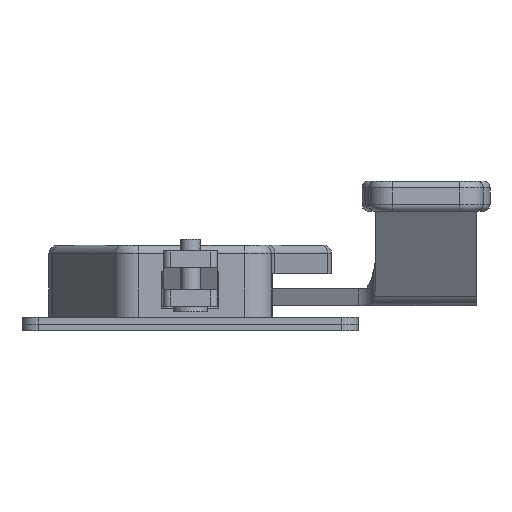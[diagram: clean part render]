
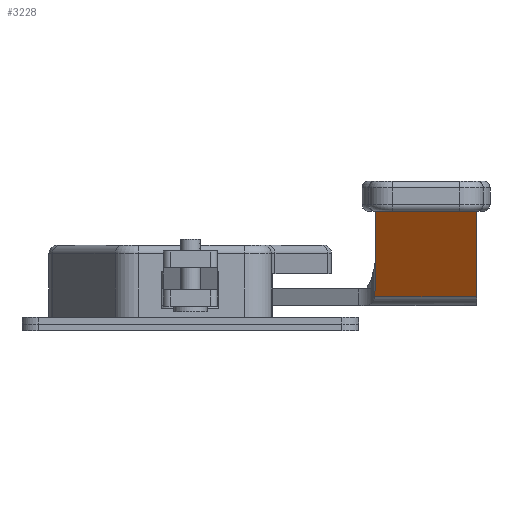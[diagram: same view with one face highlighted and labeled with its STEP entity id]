
A CAD part, front view. The second image highlights one B-rep face of the part: STEP entity #3228.
In plain terms, the highlighted face is planar.
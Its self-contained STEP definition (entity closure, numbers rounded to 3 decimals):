
#761 = EDGE_CURVE ( 'NONE', #2584, #2722, #3823, .T. ) ;
#1724 = DIRECTION ( 'NONE',  ( 0.555, 0., -0.832 ) ) ;
#1749 = VERTEX_POINT ( 'NONE', #12926 ) ;
#1831 = CARTESIAN_POINT ( 'NONE',  ( -97.848, -55., -28.741 ) ) ;
#1856 = LINE ( 'NONE', #5387, #7454 ) ;
#2300 = CARTESIAN_POINT ( 'NONE',  ( -95.457, -85., -32.328 ) ) ;
#2584 = VERTEX_POINT ( 'NONE', #7351 ) ;
#2722 = VERTEX_POINT ( 'NONE', #13279 ) ;
#2851 = LINE ( 'NONE', #2300, #5648 ) ;
#3123 =( BOUNDED_CURVE ( )  B_SPLINE_CURVE ( 3, ( #1831, #9182, #4984, #12402 ),
 .UNSPECIFIED., .F., .F. ) 
 B_SPLINE_CURVE_WITH_KNOTS ( ( 4, 4 ),
 ( 4.712, 4.954 ),
 .UNSPECIFIED. ) 
 CURVE ( )  GEOMETRIC_REPRESENTATION_ITEM ( )  RATIONAL_B_SPLINE_CURVE ( ( 1., 0.995, 0.995, 1. ) ) 
 REPRESENTATION_ITEM ( '' )  );
#3228 = ADVANCED_FACE ( 'NONE', ( #9125 ), #9591, .F. ) ;
#3682 = ORIENTED_EDGE ( 'NONE', *, *, #13044, .T. ) ;
#3823 = LINE ( 'NONE', #9849, #6307 ) ;
#4522 = VERTEX_POINT ( 'NONE', #10790 ) ;
#4541 = ORIENTED_EDGE ( 'NONE', *, *, #10766, .F. ) ;
#4687 = CARTESIAN_POINT ( 'NONE',  ( -131.929, -55., 22.38 ) ) ;
#4984 = CARTESIAN_POINT ( 'NONE',  ( -96.241, -54.903, -31.153 ) ) ;
#5387 = CARTESIAN_POINT ( 'NONE',  ( -93.676, -85., -35. ) ) ;
#5648 = VECTOR ( 'NONE', #9677, 1000. ) ;
#5664 = AXIS2_PLACEMENT_3D ( 'NONE', #12175, #13091, #1724 ) ;
#5757 = DIRECTION ( 'NONE',  ( 0.555, 0., -0.832 ) ) ;
#6307 = VECTOR ( 'NONE', #6520, 1000. ) ;
#6520 = DIRECTION ( 'NONE',  ( 0., 1., 0. ) ) ;
#6867 = VERTEX_POINT ( 'NONE', #9356 ) ;
#7351 = CARTESIAN_POINT ( 'NONE',  ( -112.343, -85., -7. ) ) ;
#7454 = VECTOR ( 'NONE', #8575, 1000. ) ;
#8575 = DIRECTION ( 'NONE',  ( 0.555, 0., -0.832 ) ) ;
#9125 = FACE_OUTER_BOUND ( 'NONE', #10582, .T. ) ;
#9182 = CARTESIAN_POINT ( 'NONE',  ( -97.041, -55., -29.952 ) ) ;
#9356 = CARTESIAN_POINT ( 'NONE',  ( -95.457, -85., -32.328 ) ) ;
#9374 = EDGE_CURVE ( 'NONE', #4522, #6867, #2851, .T. ) ;
#9591 = PLANE ( 'NONE',  #5664 ) ;
#9677 = DIRECTION ( 'NONE',  ( 0., -1., 0. ) ) ;
#9849 = CARTESIAN_POINT ( 'NONE',  ( -112.343, -236.01, -7. ) ) ;
#10582 = EDGE_LOOP ( 'NONE', ( #4541, #13016, #13665, #3682, #13143 ) ) ;
#10766 = EDGE_CURVE ( 'NONE', #2584, #6867, #1856, .T. ) ;
#10790 = CARTESIAN_POINT ( 'NONE',  ( -95.457, -54.71, -32.328 ) ) ;
#11054 = LINE ( 'NONE', #4687, #13546 ) ;
#12050 = EDGE_CURVE ( 'NONE', #2722, #1749, #11054, .T. ) ;
#12175 = CARTESIAN_POINT ( 'NONE',  ( -93.676, -236.01, -35. ) ) ;
#12402 = CARTESIAN_POINT ( 'NONE',  ( -95.457, -54.71, -32.328 ) ) ;
#12926 = CARTESIAN_POINT ( 'NONE',  ( -97.848, -55., -28.741 ) ) ;
#13016 = ORIENTED_EDGE ( 'NONE', *, *, #761, .T. ) ;
#13044 = EDGE_CURVE ( 'NONE', #1749, #4522, #3123, .T. ) ;
#13091 = DIRECTION ( 'NONE',  ( 0.832, 0., 0.555 ) ) ;
#13143 = ORIENTED_EDGE ( 'NONE', *, *, #9374, .T. ) ;
#13279 = CARTESIAN_POINT ( 'NONE',  ( -112.343, -55., -7. ) ) ;
#13546 = VECTOR ( 'NONE', #5757, 1000. ) ;
#13665 = ORIENTED_EDGE ( 'NONE', *, *, #12050, .T. ) ;
